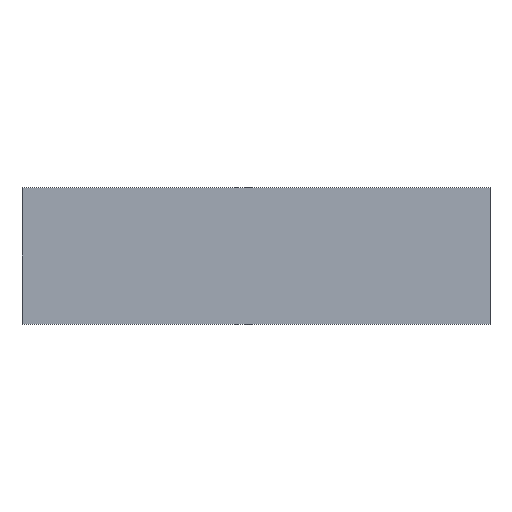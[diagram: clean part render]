
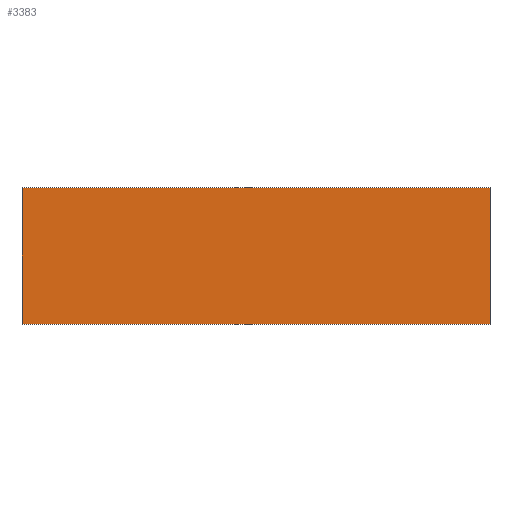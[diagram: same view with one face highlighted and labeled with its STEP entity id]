
A CAD part, left-side view. The second image highlights one B-rep face of the part: STEP entity #3383.
In plain terms, the highlighted planar face has unit normal (-1, 0, 0).
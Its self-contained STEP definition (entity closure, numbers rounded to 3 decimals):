
#594=ORIENTED_EDGE('',*,*,#1527,.F.);
#595=ORIENTED_EDGE('',*,*,#1520,.F.);
#596=ORIENTED_EDGE('',*,*,#1524,.T.);
#597=ORIENTED_EDGE('',*,*,#1506,.T.);
#1506=EDGE_CURVE('',#1992,#1991,#2347,.T.);
#1520=EDGE_CURVE('',#2004,#2005,#2357,.T.);
#1524=EDGE_CURVE('',#2004,#1992,#2361,.T.);
#1527=EDGE_CURVE('',#2005,#1991,#2364,.T.);
#1991=VERTEX_POINT('',#4610);
#1992=VERTEX_POINT('',#4612);
#2004=VERTEX_POINT('',#4638);
#2005=VERTEX_POINT('',#4640);
#2347=LINE('',#4611,#2572);
#2357=LINE('',#4639,#2582);
#2361=LINE('',#4646,#2586);
#2364=LINE('',#4652,#2589);
#2572=VECTOR('',#3973,1000.);
#2582=VECTOR('',#3993,1000.);
#2586=VECTOR('',#3999,1000.);
#2589=VECTOR('',#4008,1000.);
#2758=EDGE_LOOP('',(#594,#595,#596,#597));
#2989=FACE_BOUND('',#2758,.T.);
#3210=PLANE('',#3655);
#3383=ADVANCED_FACE('',(#2989),#3210,.T.);
#3655=AXIS2_PLACEMENT_3D('',#4651,#4006,#4007);
#3973=DIRECTION('',(0.,0.,-1.));
#3993=DIRECTION('',(0.,0.,-1.));
#3999=DIRECTION('',(0.,1.,0.));
#4006=DIRECTION('',(-1.,0.,0.));
#4007=DIRECTION('',(0.,0.,1.));
#4008=DIRECTION('',(0.,1.,0.));
#4610=CARTESIAN_POINT('',(-6.922,10.046,0.));
#4611=CARTESIAN_POINT('',(-6.922,10.046,5.867));
#4612=CARTESIAN_POINT('',(-6.922,10.046,5.867));
#4638=CARTESIAN_POINT('',(-6.922,-10.046,5.867));
#4639=CARTESIAN_POINT('',(-6.922,-10.046,5.867));
#4640=CARTESIAN_POINT('',(-6.922,-10.046,0.));
#4646=CARTESIAN_POINT('',(-6.922,-10.046,5.867));
#4651=CARTESIAN_POINT('',(-6.922,-10.046,5.867));
#4652=CARTESIAN_POINT('',(-6.922,-10.046,0.));
